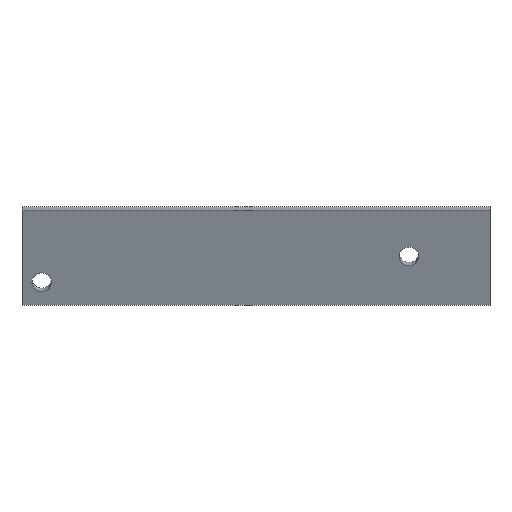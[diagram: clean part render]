
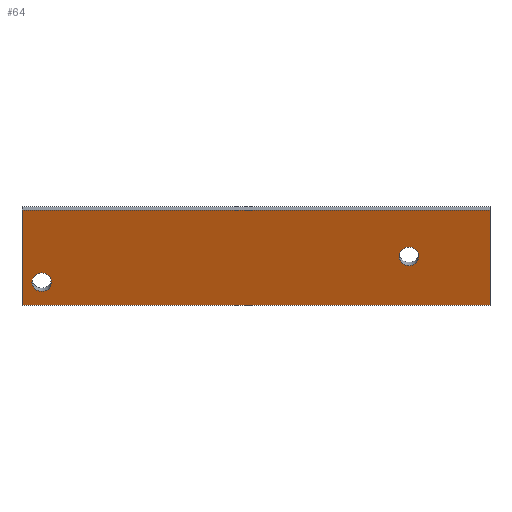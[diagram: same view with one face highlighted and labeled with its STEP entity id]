
A CAD part, left-side view. The second image highlights one B-rep face of the part: STEP entity #64.
In plain terms, the highlighted planar face has unit normal (-0.94, 0, -0.342).
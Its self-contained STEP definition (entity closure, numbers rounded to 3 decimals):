
#48=FACE_BOUND('',#84,.T.);
#49=FACE_BOUND('',#85,.T.);
#50=FACE_BOUND('',#86,.T.);
#54=CIRCLE('',#178,2.);
#56=CIRCLE('',#182,2.);
#64=ADVANCED_FACE('',(#48,#49,#50),#70,.T.);
#70=PLANE('',#185);
#84=EDGE_LOOP('',(#110,#111,#112,#113));
#85=EDGE_LOOP('',(#114));
#86=EDGE_LOOP('',(#115));
#110=ORIENTED_EDGE('',*,*,#136,.F.);
#111=ORIENTED_EDGE('',*,*,#147,.F.);
#112=ORIENTED_EDGE('',*,*,#142,.F.);
#113=ORIENTED_EDGE('',*,*,#139,.F.);
#114=ORIENTED_EDGE('',*,*,#144,.F.);
#115=ORIENTED_EDGE('',*,*,#148,.F.);
#124=VERTEX_POINT('',#230);
#125=VERTEX_POINT('',#232);
#127=VERTEX_POINT('',#238);
#129=VERTEX_POINT('',#244);
#130=VERTEX_POINT('',#248);
#132=VERTEX_POINT('',#256);
#136=EDGE_CURVE('',#124,#125,#152,.T.);
#139=EDGE_CURVE('',#125,#127,#155,.T.);
#142=EDGE_CURVE('',#127,#129,#158,.T.);
#144=EDGE_CURVE('',#130,#130,#54,.T.);
#147=EDGE_CURVE('',#129,#124,#161,.T.);
#148=EDGE_CURVE('',#132,#132,#56,.T.);
#152=LINE('',#231,#164);
#155=LINE('',#237,#167);
#158=LINE('',#243,#170);
#161=LINE('',#253,#173);
#164=VECTOR('',#191,1.);
#167=VECTOR('',#196,1.);
#170=VECTOR('',#201,1.);
#173=VECTOR('',#212,1.);
#178=AXIS2_PLACEMENT_3D('',#247,#205,#206);
#182=AXIS2_PLACEMENT_3D('',#255,#215,#216);
#185=AXIS2_PLACEMENT_3D('',#260,#221,#222);
#191=DIRECTION('',(0.,-1.,0.));
#196=DIRECTION('',(0.342,0.,-0.94));
#201=DIRECTION('',(0.,1.,0.));
#205=DIRECTION('',(-0.94,0.,-0.342));
#206=DIRECTION('',(0.,-1.,0.));
#212=DIRECTION('',(-0.342,0.,0.94));
#215=DIRECTION('',(-0.94,0.,-0.342));
#216=DIRECTION('',(0.,-1.,0.));
#221=DIRECTION('',(-0.94,0.,-0.342));
#222=DIRECTION('',(-0.342,0.,0.94));
#230=CARTESIAN_POINT('',(-41.41,-35.,21.649));
#231=CARTESIAN_POINT('',(-41.41,-35.,21.649));
#232=CARTESIAN_POINT('',(-41.41,-130.,21.649));
#237=CARTESIAN_POINT('',(-41.41,-130.,21.649));
#238=CARTESIAN_POINT('',(-34.38,-130.,2.317));
#243=CARTESIAN_POINT('',(-34.38,-130.,2.317));
#244=CARTESIAN_POINT('',(-34.38,-35.,2.317));
#247=CARTESIAN_POINT('',(-36.088,-39.,7.015));
#248=CARTESIAN_POINT('',(-36.088,-41.,7.015));
#253=CARTESIAN_POINT('',(-34.38,-35.,2.317));
#255=CARTESIAN_POINT('',(-37.992,-113.546,12.251));
#256=CARTESIAN_POINT('',(-37.992,-115.546,12.251));
#260=CARTESIAN_POINT('',(-36.088,-39.,7.015));
